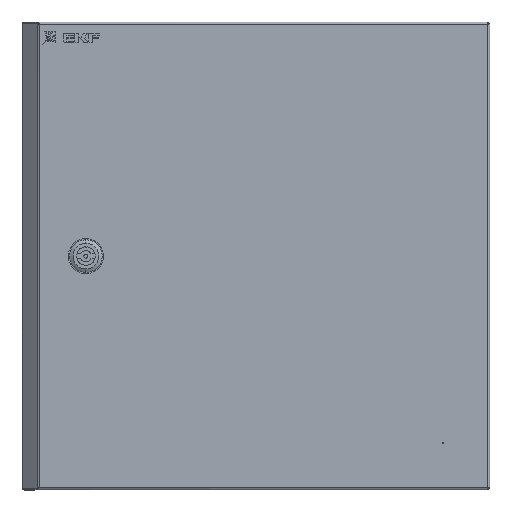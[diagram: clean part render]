
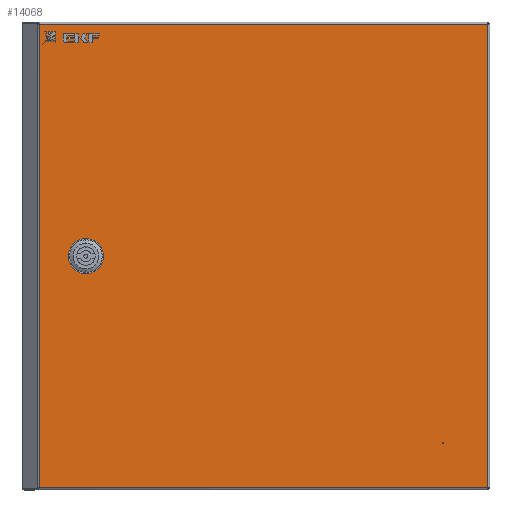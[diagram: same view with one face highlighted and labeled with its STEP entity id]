
A CAD part, top view. The second image highlights one B-rep face of the part: STEP entity #14068.
In plain terms, the highlighted face is planar.
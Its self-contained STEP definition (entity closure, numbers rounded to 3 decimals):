
#407 = VERTEX_POINT ( 'NONE', #20320 ) ;
#653 = ORIENTED_EDGE ( 'NONE', *, *, #23977, .F. ) ;
#757 = AXIS2_PLACEMENT_3D ( 'NONE', #8768, #3063, #16570 ) ;
#810 = ORIENTED_EDGE ( 'NONE', *, *, #5021, .T. ) ;
#946 = EDGE_CURVE ( 'NONE', #8593, #407, #19875, .T. ) ;
#970 = ORIENTED_EDGE ( 'NONE', *, *, #9729, .F. ) ;
#1113 = PLANE ( 'NONE',  #757 ) ;
#1129 = DIRECTION ( 'NONE',  ( 0., 0., -1. ) ) ;
#1251 = VERTEX_POINT ( 'NONE', #7879 ) ;
#2099 = CIRCLE ( 'NONE', #23056, 3.5 ) ;
#2402 = DIRECTION ( 'NONE',  ( 0., 0., -1. ) ) ;
#2676 = ORIENTED_EDGE ( 'NONE', *, *, #16003, .F. ) ;
#2723 = CARTESIAN_POINT ( 'NONE',  ( 50.5, 0., 205. ) ) ;
#2885 = VERTEX_POINT ( 'NONE', #22248 ) ;
#3063 = DIRECTION ( 'NONE',  ( 0., -1., 0. ) ) ;
#3420 = ORIENTED_EDGE ( 'NONE', *, *, #6058, .F. ) ;
#3570 = CARTESIAN_POINT ( 'NONE',  ( 47., 0., 192.5 ) ) ;
#3895 = EDGE_CURVE ( 'NONE', #19614, #6584, #10492, .T. ) ;
#4141 = DIRECTION ( 'NONE',  ( -1., 0., 0. ) ) ;
#4532 = LINE ( 'NONE', #17878, #24468 ) ;
#4812 = CARTESIAN_POINT ( 'NONE',  ( 346., 0., 39.25 ) ) ;
#4870 = DIRECTION ( 'NONE',  ( -1., 0., 0. ) ) ;
#5021 = EDGE_CURVE ( 'NONE', #11524, #2885, #4532, .T. ) ;
#5080 = DIRECTION ( 'NONE',  ( 1., 0., 0. ) ) ;
#5116 = EDGE_CURVE ( 'NONE', #9527, #11524, #16882, .T. ) ;
#5205 = VECTOR ( 'NONE', #18224, 1000. ) ;
#5512 = DIRECTION ( 'NONE',  ( 0., 1., 0. ) ) ;
#5540 = DIRECTION ( 'NONE',  ( 0., 0., -1. ) ) ;
#5927 = EDGE_CURVE ( 'NONE', #16579, #17802, #21692, .T. ) ;
#6058 = EDGE_CURVE ( 'NONE', #24700, #19614, #18063, .T. ) ;
#6240 = VECTOR ( 'NONE', #2402, 1000. ) ;
#6371 = CARTESIAN_POINT ( 'NONE',  ( 0.785, 0., 396.75 ) ) ;
#6584 = VERTEX_POINT ( 'NONE', #24808 ) ;
#6794 = AXIS2_PLACEMENT_3D ( 'NONE', #17056, #5512, #19023 ) ;
#7484 = DIRECTION ( 'NONE',  ( 0., 1., 0. ) ) ;
#7524 = VERTEX_POINT ( 'NONE', #22428 ) ;
#7633 = AXIS2_PLACEMENT_3D ( 'NONE', #19027, #7484, #20963 ) ;
#7634 = EDGE_CURVE ( 'NONE', #17802, #16579, #16697, .T. ) ;
#7879 = CARTESIAN_POINT ( 'NONE',  ( 31., 0., 205. ) ) ;
#8593 = VERTEX_POINT ( 'NONE', #14585 ) ;
#8746 = EDGE_CURVE ( 'NONE', #2885, #14763, #16652, .T. ) ;
#8748 = VECTOR ( 'NONE', #4141, 1000. ) ;
#8768 = CARTESIAN_POINT ( 'NONE',  ( 0., 0., 397.5 ) ) ;
#9045 = CARTESIAN_POINT ( 'NONE',  ( 34.5, 0., 189. ) ) ;
#9445 = CARTESIAN_POINT ( 'NONE',  ( 47., 0., 205. ) ) ;
#9527 = VERTEX_POINT ( 'NONE', #17632 ) ;
#9600 = FACE_OUTER_BOUND ( 'NONE', #20649, .T. ) ;
#9729 = EDGE_CURVE ( 'NONE', #7524, #24700, #2099, .T. ) ;
#9737 = CARTESIAN_POINT ( 'NONE',  ( 34.5, 0., 189. ) ) ;
#10492 = CIRCLE ( 'NONE', #20314, 3.5 ) ;
#10662 = EDGE_LOOP ( 'NONE', ( #970, #653, #15845, #11000, #17373, #2676, #18374, #3420 ) ) ;
#10838 = CARTESIAN_POINT ( 'NONE',  ( -2.154, 0., 0.75 ) ) ;
#11000 = ORIENTED_EDGE ( 'NONE', *, *, #946, .F. ) ;
#11154 = VECTOR ( 'NONE', #4870, 1000. ) ;
#11170 = CARTESIAN_POINT ( 'NONE',  ( 34.5, 0., 205. ) ) ;
#11237 = ORIENTED_EDGE ( 'NONE', *, *, #11482, .F. ) ;
#11373 = DIRECTION ( 'NONE',  ( 0., 0., 1. ) ) ;
#11482 = EDGE_CURVE ( 'NONE', #9527, #14763, #21630, .T. ) ;
#11524 = VERTEX_POINT ( 'NONE', #6371 ) ;
#11655 = CARTESIAN_POINT ( 'NONE',  ( 384., 0., 0.75 ) ) ;
#11675 = DIRECTION ( 'NONE',  ( 1., 0., 0. ) ) ;
#12495 = AXIS2_PLACEMENT_3D ( 'NONE', #11170, #24694, #13120 ) ;
#12727 = DIRECTION ( 'NONE',  ( 0., -1., 0. ) ) ;
#13120 = DIRECTION ( 'NONE',  ( 0., 0., -1. ) ) ;
#14030 = EDGE_LOOP ( 'NONE', ( #22688, #22407 ) ) ;
#14068 = ADVANCED_FACE ( 'NONE', ( #24996, #19265, #9600 ), #1113, .T. ) ;
#14254 = VERTEX_POINT ( 'NONE', #17220 ) ;
#14473 = CARTESIAN_POINT ( 'NONE',  ( 34.5, 0., 208.5 ) ) ;
#14513 = CARTESIAN_POINT ( 'NONE',  ( 384., 0., 396.75 ) ) ;
#14585 = CARTESIAN_POINT ( 'NONE',  ( 47., 0., 208.5 ) ) ;
#14763 = VERTEX_POINT ( 'NONE', #11655 ) ;
#15210 = EDGE_CURVE ( 'NONE', #14254, #8593, #15216, .T. ) ;
#15216 = CIRCLE ( 'NONE', #20423, 3.5 ) ;
#15668 = CARTESIAN_POINT ( 'NONE',  ( 47., 0., 189. ) ) ;
#15685 = EDGE_CURVE ( 'NONE', #407, #1251, #20042, .T. ) ;
#15738 = VECTOR ( 'NONE', #21903, 1000. ) ;
#15845 = ORIENTED_EDGE ( 'NONE', *, *, #15685, .F. ) ;
#15871 = CARTESIAN_POINT ( 'NONE',  ( 384., 0., 397.5 ) ) ;
#16003 = EDGE_CURVE ( 'NONE', #6584, #14254, #16338, .T. ) ;
#16229 = CARTESIAN_POINT ( 'NONE',  ( 31., 0., 205. ) ) ;
#16338 = LINE ( 'NONE', #2723, #15738 ) ;
#16570 = DIRECTION ( 'NONE',  ( 0., 0., -1. ) ) ;
#16578 = ORIENTED_EDGE ( 'NONE', *, *, #8746, .T. ) ;
#16579 = VERTEX_POINT ( 'NONE', #17857 ) ;
#16652 = LINE ( 'NONE', #10838, #21210 ) ;
#16697 = CIRCLE ( 'NONE', #7633, 0.5 ) ;
#16882 = LINE ( 'NONE', #14513, #11154 ) ;
#17056 = CARTESIAN_POINT ( 'NONE',  ( 346., 0., 38.75 ) ) ;
#17084 = DIRECTION ( 'NONE',  ( 0., -1., 0. ) ) ;
#17220 = CARTESIAN_POINT ( 'NONE',  ( 50.5, 0., 205. ) ) ;
#17373 = ORIENTED_EDGE ( 'NONE', *, *, #15210, .F. ) ;
#17632 = CARTESIAN_POINT ( 'NONE',  ( 384., 0., 396.75 ) ) ;
#17802 = VERTEX_POINT ( 'NONE', #4812 ) ;
#17857 = CARTESIAN_POINT ( 'NONE',  ( 346., 0., 38.25 ) ) ;
#17878 = CARTESIAN_POINT ( 'NONE',  ( 0.785, 0., 397.5 ) ) ;
#18063 = LINE ( 'NONE', #9737, #21998 ) ;
#18224 = DIRECTION ( 'NONE',  ( 0., 0., -1. ) ) ;
#18374 = ORIENTED_EDGE ( 'NONE', *, *, #3895, .F. ) ;
#19023 = DIRECTION ( 'NONE',  ( 0., 0., 1. ) ) ;
#19027 = CARTESIAN_POINT ( 'NONE',  ( 346., 0., 38.75 ) ) ;
#19265 = FACE_BOUND ( 'NONE', #10662, .T. ) ;
#19614 = VERTEX_POINT ( 'NONE', #15668 ) ;
#19875 = LINE ( 'NONE', #14473, #8748 ) ;
#20042 = CIRCLE ( 'NONE', #12495, 3.5 ) ;
#20314 = AXIS2_PLACEMENT_3D ( 'NONE', #3570, #17084, #5540 ) ;
#20320 = CARTESIAN_POINT ( 'NONE',  ( 34.5, 0., 208.5 ) ) ;
#20423 = AXIS2_PLACEMENT_3D ( 'NONE', #9445, #22971, #11373 ) ;
#20618 = LINE ( 'NONE', #16229, #5205 ) ;
#20649 = EDGE_LOOP ( 'NONE', ( #810, #16578, #11237, #24160 ) ) ;
#20963 = DIRECTION ( 'NONE',  ( 0., 0., 1. ) ) ;
#21210 = VECTOR ( 'NONE', #5080, 1000. ) ;
#21630 = LINE ( 'NONE', #15871, #6240 ) ;
#21692 = CIRCLE ( 'NONE', #6794, 0.5 ) ;
#21903 = DIRECTION ( 'NONE',  ( 0., 0., 1. ) ) ;
#21998 = VECTOR ( 'NONE', #11675, 1000. ) ;
#22248 = CARTESIAN_POINT ( 'NONE',  ( 0.785, 0., 0.75 ) ) ;
#22407 = ORIENTED_EDGE ( 'NONE', *, *, #5927, .T. ) ;
#22428 = CARTESIAN_POINT ( 'NONE',  ( 31., 0., 192.5 ) ) ;
#22688 = ORIENTED_EDGE ( 'NONE', *, *, #7634, .T. ) ;
#22971 = DIRECTION ( 'NONE',  ( 0., -1., 0. ) ) ;
#23056 = AXIS2_PLACEMENT_3D ( 'NONE', #24299, #12727, #1129 ) ;
#23901 = DIRECTION ( 'NONE',  ( 0., 0., -1. ) ) ;
#23977 = EDGE_CURVE ( 'NONE', #1251, #7524, #20618, .T. ) ;
#24160 = ORIENTED_EDGE ( 'NONE', *, *, #5116, .T. ) ;
#24299 = CARTESIAN_POINT ( 'NONE',  ( 34.5, 0., 192.5 ) ) ;
#24468 = VECTOR ( 'NONE', #23901, 1000. ) ;
#24694 = DIRECTION ( 'NONE',  ( 0., -1., 0. ) ) ;
#24700 = VERTEX_POINT ( 'NONE', #9045 ) ;
#24808 = CARTESIAN_POINT ( 'NONE',  ( 50.5, 0., 192.5 ) ) ;
#24996 = FACE_BOUND ( 'NONE', #14030, .T. ) ;
